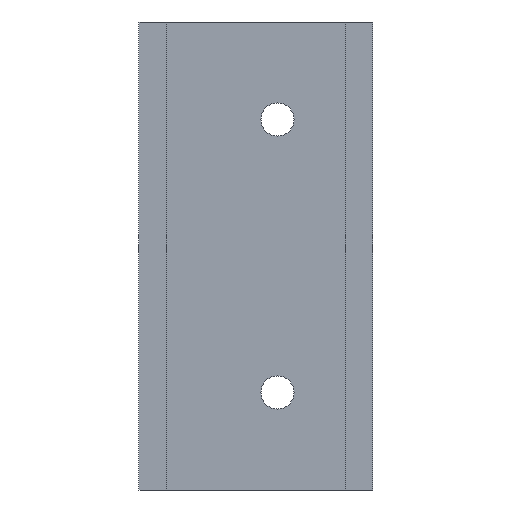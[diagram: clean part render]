
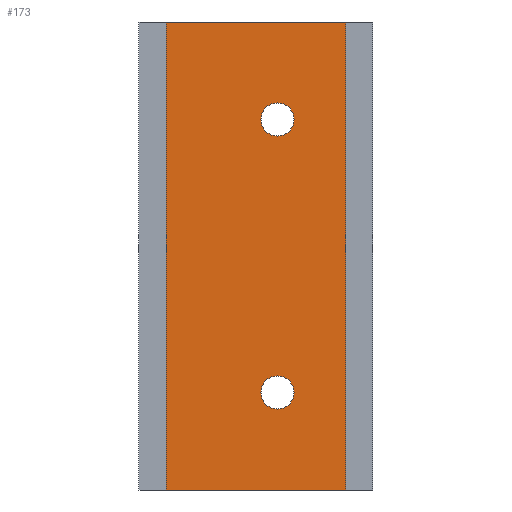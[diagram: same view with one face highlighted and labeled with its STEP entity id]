
A CAD part, left-side view. The second image highlights one B-rep face of the part: STEP entity #173.
In plain terms, the highlighted planar face has unit normal (-1, 0, 0).
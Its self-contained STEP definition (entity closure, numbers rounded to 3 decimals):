
#173=ADVANCED_FACE('',(#252,#253,#254),#255,.T.);
#252=FACE_BOUND('',#308,.T.);
#253=FACE_BOUND('',#309,.T.);
#254=FACE_OUTER_BOUND('',#310,.T.);
#255=PLANE('',#311);
#308=EDGE_LOOP('',(#393));
#309=EDGE_LOOP('',(#394));
#310=EDGE_LOOP('',(#395,#396,#397,#398));
#311=AXIS2_PLACEMENT_3D('',#399,#400,#401);
#393=ORIENTED_EDGE('',*,*,#492,.T.);
#394=ORIENTED_EDGE('',*,*,#493,.T.);
#395=ORIENTED_EDGE('',*,*,#494,.F.);
#396=ORIENTED_EDGE('',*,*,#490,.F.);
#397=ORIENTED_EDGE('',*,*,#495,.T.);
#398=ORIENTED_EDGE('',*,*,#470,.T.);
#399=CARTESIAN_POINT('',(11.0,0.,-60.0));
#400=DIRECTION('',(-1.0,0.,0.0));
#401=DIRECTION('',(0.,-1.0,0.0));
#470=EDGE_CURVE('',#526,#524,#527,.T.);
#490=EDGE_CURVE('',#557,#555,#559,.T.);
#492=EDGE_CURVE('',#561,#561,#562,.F.);
#493=EDGE_CURVE('',#563,#563,#564,.F.);
#494=EDGE_CURVE('',#555,#524,#565,.T.);
#495=EDGE_CURVE('',#557,#526,#566,.T.);
#524=VERTEX_POINT('',#604);
#526=VERTEX_POINT('',#607);
#527=LINE('',#608,#609);
#555=VERTEX_POINT('',#648);
#557=VERTEX_POINT('',#651);
#559=LINE('',#654,#655);
#561=VERTEX_POINT('',#657);
#562=CIRCLE('',#658,4.25);
#563=VERTEX_POINT('',#659);
#564=CIRCLE('',#660,4.25);
#565=LINE('',#661,#662);
#566=LINE('',#663,#664);
#604=CARTESIAN_POINT('',(11.0,-23.0,60.0));
#607=CARTESIAN_POINT('',(11.0,-23.0,-60.0));
#608=CARTESIAN_POINT('',(11.0,-23.0,-60.0));
#609=VECTOR('',#692,1.0);
#648=CARTESIAN_POINT('',(11.0,23.0,60.0));
#651=CARTESIAN_POINT('',(11.0,23.0,-60.0));
#654=CARTESIAN_POINT('',(11.0,23.0,-60.0));
#655=VECTOR('',#712,1.0);
#657=CARTESIAN_POINT('',(11.0,-9.75,35.0));
#658=AXIS2_PLACEMENT_3D('',#713,#714,#715);
#659=CARTESIAN_POINT('',(11.0,-9.75,-35.0));
#660=AXIS2_PLACEMENT_3D('',#716,#717,#718);
#661=CARTESIAN_POINT('',(11.0,0.,60.0));
#662=VECTOR('',#719,1.0);
#663=CARTESIAN_POINT('',(11.0,0.,-60.0));
#664=VECTOR('',#720,1.0);
#692=DIRECTION('',(0.0,0.0,1.0));
#712=DIRECTION('',(0.0,0.0,1.0));
#713=CARTESIAN_POINT('',(11.0,-5.5,35.0));
#714=DIRECTION('',(-1.0,0.,0.0));
#715=DIRECTION('',(0.,-1.0,0.0));
#716=CARTESIAN_POINT('',(11.0,-5.5,-35.0));
#717=DIRECTION('',(-1.0,0.,0.0));
#718=DIRECTION('',(0.,-1.0,0.0));
#719=DIRECTION('',(0.,-1.0,0.0));
#720=DIRECTION('',(0.,-1.0,0.0));
